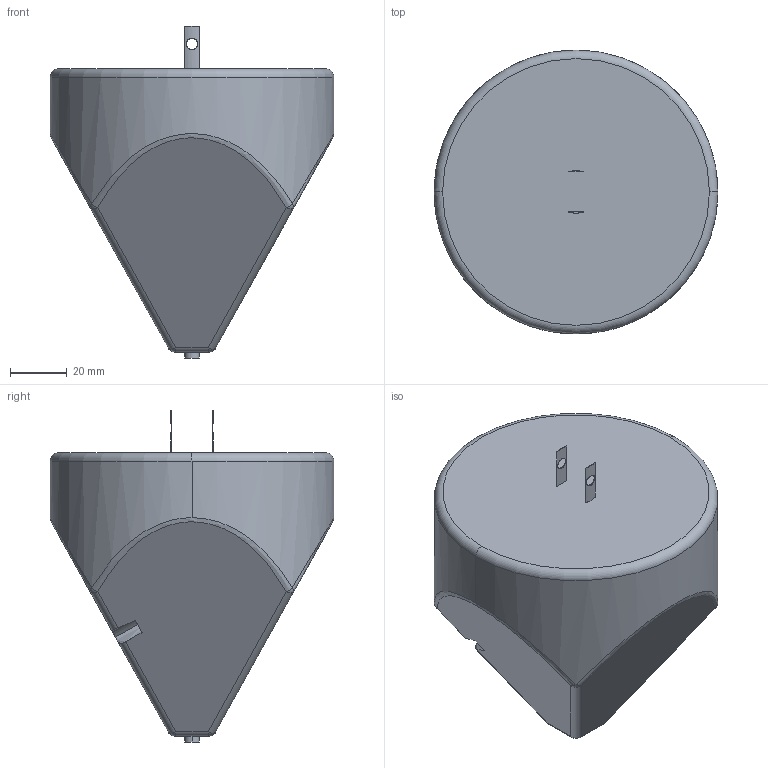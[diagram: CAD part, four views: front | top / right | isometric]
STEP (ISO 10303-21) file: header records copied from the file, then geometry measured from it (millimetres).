
FILE_DESCRIPTION (( 'STEP AP203' ), '1' );
FILE_NAME ('Head_Default_sldprt.STEP', '2023-10-26T06:03:27', ( '' ), ( '' ), 'SwSTEP 2.0', 'SolidWorks 2023', '' );
FILE_SCHEMA (( 'CONFIG_CONTROL_DESIGN' ));
Length unit declared in the file: millimetre
Products named in the file (1): Head_Default_sldprt
Bounding box: 100 x 100 x 117 mm (x, y, z)
Volume: 465124 mm3; surface area: 34444.4 mm2
Topology: 1 solids, 1 shells, 55 faces, 120 edges, 70 vertices
Faces by surface type: cylinder 20, plane 15, bspline 10, sphere 8, torus 2
Entity records: 1925 total; most frequent: CARTESIAN_POINT 722, ORIENTED_EDGE 240, DIRECTION 220, EDGE_CURVE 120, AXIS2_PLACEMENT_3D 88, VERTEX_POINT 70, EDGE_LOOP 62, FACE_OUTER_BOUND 55
